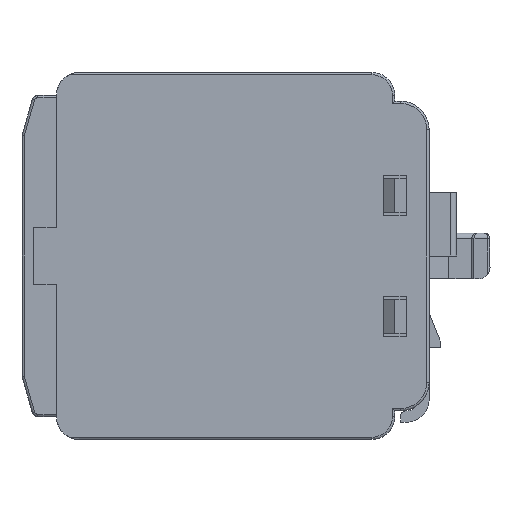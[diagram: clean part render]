
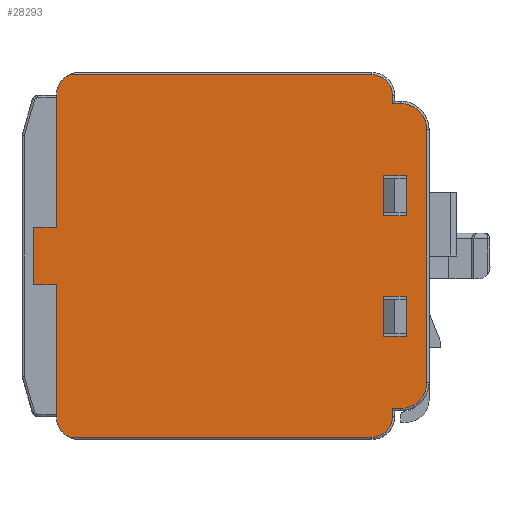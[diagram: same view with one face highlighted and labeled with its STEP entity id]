
A CAD part, left-side view. The second image highlights one B-rep face of the part: STEP entity #28293.
In plain terms, the highlighted planar face has unit normal (-1, 0, 0).
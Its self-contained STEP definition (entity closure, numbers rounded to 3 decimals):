
#551=CIRCLE('',#29858,1.8);
#552=CIRCLE('',#29859,2.);
#553=CIRCLE('',#29860,2.);
#554=CIRCLE('',#29861,1.8);
#555=CIRCLE('',#29862,2.3);
#556=CIRCLE('',#29863,2.3);
#1337=FACE_BOUND('',#2996,.T.);
#1338=FACE_BOUND('',#2997,.T.);
#1434=FACE_OUTER_BOUND('',#2995,.T.);
#2995=EDGE_LOOP('',(#18639,#18640,#18641,#18642,#18643,#18644,#18645,#18646,
#18647,#18648,#18649,#18650,#18651,#18652,#18653,#18654,#18655,#18656));
#2996=EDGE_LOOP('',(#18657,#18658,#18659,#18660));
#2997=EDGE_LOOP('',(#18661,#18662,#18663,#18664));
#4646=LINE('',#40403,#8103);
#4683=LINE('',#40476,#8140);
#4684=LINE('',#40480,#8141);
#4685=LINE('',#40482,#8142);
#4686=LINE('',#40486,#8143);
#4687=LINE('',#40490,#8144);
#4688=LINE('',#40491,#8145);
#4689=LINE('',#40493,#8146);
#4690=LINE('',#40497,#8147);
#4691=LINE('',#40501,#8148);
#4692=LINE('',#40503,#8149);
#4693=LINE('',#40507,#8150);
#4694=LINE('',#40511,#8151);
#4695=LINE('',#40513,#8152);
#4696=LINE('',#40515,#8153);
#4697=LINE('',#40516,#8154);
#4698=LINE('',#40519,#8155);
#4699=LINE('',#40521,#8156);
#4700=LINE('',#40523,#8157);
#4701=LINE('',#40524,#8158);
#8103=VECTOR('',#32223,5.);
#8140=VECTOR('',#32262,2.);
#8141=VECTOR('',#32265,0.7);
#8142=VECTOR('',#32266,0.7);
#8143=VECTOR('',#32269,26.372);
#8144=VECTOR('',#32272,11.5);
#8145=VECTOR('',#32273,2.);
#8146=VECTOR('',#32274,11.5);
#8147=VECTOR('',#32277,26.372);
#8148=VECTOR('',#32280,0.7);
#8149=VECTOR('',#32281,0.7);
#8150=VECTOR('',#32284,22.);
#8151=VECTOR('',#32287,2.);
#8152=VECTOR('',#32288,3.5);
#8153=VECTOR('',#32289,2.);
#8154=VECTOR('',#32290,3.5);
#8155=VECTOR('',#32291,3.5);
#8156=VECTOR('',#32292,2.);
#8157=VECTOR('',#32293,3.5);
#8158=VECTOR('',#32294,2.);
#11560=VERTEX_POINT('',#40400);
#11561=VERTEX_POINT('',#40402);
#11596=VERTEX_POINT('',#40474);
#11597=VERTEX_POINT('',#40478);
#11598=VERTEX_POINT('',#40479);
#11599=VERTEX_POINT('',#40481);
#11600=VERTEX_POINT('',#40483);
#11601=VERTEX_POINT('',#40485);
#11602=VERTEX_POINT('',#40487);
#11603=VERTEX_POINT('',#40489);
#11604=VERTEX_POINT('',#40492);
#11605=VERTEX_POINT('',#40494);
#11606=VERTEX_POINT('',#40496);
#11607=VERTEX_POINT('',#40498);
#11608=VERTEX_POINT('',#40500);
#11609=VERTEX_POINT('',#40502);
#11610=VERTEX_POINT('',#40504);
#11611=VERTEX_POINT('',#40506);
#11612=VERTEX_POINT('',#40509);
#11613=VERTEX_POINT('',#40510);
#11614=VERTEX_POINT('',#40512);
#11615=VERTEX_POINT('',#40514);
#11616=VERTEX_POINT('',#40517);
#11617=VERTEX_POINT('',#40518);
#11618=VERTEX_POINT('',#40520);
#11619=VERTEX_POINT('',#40522);
#14309=EDGE_CURVE('',#11560,#11561,#4646,.T.);
#14346=EDGE_CURVE('',#11560,#11596,#4683,.T.);
#14347=EDGE_CURVE('',#11597,#11598,#4684,.T.);
#14348=EDGE_CURVE('',#11598,#11599,#4685,.T.);
#14349=EDGE_CURVE('',#11600,#11599,#551,.T.);
#14350=EDGE_CURVE('',#11601,#11600,#4686,.T.);
#14351=EDGE_CURVE('',#11601,#11602,#552,.T.);
#14352=EDGE_CURVE('',#11603,#11602,#4687,.T.);
#14353=EDGE_CURVE('',#11561,#11603,#4688,.T.);
#14354=EDGE_CURVE('',#11604,#11596,#4689,.T.);
#14355=EDGE_CURVE('',#11604,#11605,#553,.T.);
#14356=EDGE_CURVE('',#11606,#11605,#4690,.T.);
#14357=EDGE_CURVE('',#11607,#11606,#554,.T.);
#14358=EDGE_CURVE('',#11607,#11608,#4691,.T.);
#14359=EDGE_CURVE('',#11608,#11609,#4692,.T.);
#14360=EDGE_CURVE('',#11609,#11610,#555,.T.);
#14361=EDGE_CURVE('',#11610,#11611,#4693,.T.);
#14362=EDGE_CURVE('',#11611,#11597,#556,.T.);
#14363=EDGE_CURVE('',#11612,#11613,#4694,.T.);
#14364=EDGE_CURVE('',#11613,#11614,#4695,.T.);
#14365=EDGE_CURVE('',#11614,#11615,#4696,.T.);
#14366=EDGE_CURVE('',#11615,#11612,#4697,.T.);
#14367=EDGE_CURVE('',#11616,#11617,#4698,.T.);
#14368=EDGE_CURVE('',#11617,#11618,#4699,.T.);
#14369=EDGE_CURVE('',#11618,#11619,#4700,.T.);
#14370=EDGE_CURVE('',#11619,#11616,#4701,.T.);
#18639=ORIENTED_EDGE('',*,*,#14347,.T.);
#18640=ORIENTED_EDGE('',*,*,#14348,.T.);
#18641=ORIENTED_EDGE('',*,*,#14349,.F.);
#18642=ORIENTED_EDGE('',*,*,#14350,.F.);
#18643=ORIENTED_EDGE('',*,*,#14351,.T.);
#18644=ORIENTED_EDGE('',*,*,#14352,.F.);
#18645=ORIENTED_EDGE('',*,*,#14353,.F.);
#18646=ORIENTED_EDGE('',*,*,#14309,.F.);
#18647=ORIENTED_EDGE('',*,*,#14346,.T.);
#18648=ORIENTED_EDGE('',*,*,#14354,.F.);
#18649=ORIENTED_EDGE('',*,*,#14355,.T.);
#18650=ORIENTED_EDGE('',*,*,#14356,.F.);
#18651=ORIENTED_EDGE('',*,*,#14357,.F.);
#18652=ORIENTED_EDGE('',*,*,#14358,.T.);
#18653=ORIENTED_EDGE('',*,*,#14359,.T.);
#18654=ORIENTED_EDGE('',*,*,#14360,.T.);
#18655=ORIENTED_EDGE('',*,*,#14361,.T.);
#18656=ORIENTED_EDGE('',*,*,#14362,.T.);
#18657=ORIENTED_EDGE('',*,*,#14363,.T.);
#18658=ORIENTED_EDGE('',*,*,#14364,.T.);
#18659=ORIENTED_EDGE('',*,*,#14365,.T.);
#18660=ORIENTED_EDGE('',*,*,#14366,.T.);
#18661=ORIENTED_EDGE('',*,*,#14367,.T.);
#18662=ORIENTED_EDGE('',*,*,#14368,.T.);
#18663=ORIENTED_EDGE('',*,*,#14369,.T.);
#18664=ORIENTED_EDGE('',*,*,#14370,.T.);
#27183=PLANE('',#29857);
#28293=ADVANCED_FACE('',(#1434,#1337,#1338),#27183,.T.);
#29857=AXIS2_PLACEMENT_3D('',#40477,#32263,#32264);
#29858=AXIS2_PLACEMENT_3D('',#40484,#32267,#32268);
#29859=AXIS2_PLACEMENT_3D('',#40488,#32270,#32271);
#29860=AXIS2_PLACEMENT_3D('',#40495,#32275,#32276);
#29861=AXIS2_PLACEMENT_3D('',#40499,#32278,#32279);
#29862=AXIS2_PLACEMENT_3D('',#40505,#32282,#32283);
#29863=AXIS2_PLACEMENT_3D('',#40508,#32285,#32286);
#32223=DIRECTION('',(0.,0.,1.));
#32262=DIRECTION('',(0.,-1.,0.));
#32263=DIRECTION('center_axis',(-1.,0.,0.));
#32264=DIRECTION('ref_axis',(0.,0.,1.));
#32265=DIRECTION('',(0.,1.,0.));
#32266=DIRECTION('',(0.,0.,1.));
#32267=DIRECTION('center_axis',(1.,0.,0.));
#32268=DIRECTION('ref_axis',(0.,0.,1.));
#32269=DIRECTION('',(0.,-1.,0.));
#32270=DIRECTION('center_axis',(-1.,0.,0.));
#32271=DIRECTION('ref_axis',(0.,0.436,0.9));
#32272=DIRECTION('',(0.,0.,1.));
#32273=DIRECTION('',(0.,-1.,0.));
#32274=DIRECTION('',(0.,0.,1.));
#32275=DIRECTION('center_axis',(-1.,0.,0.));
#32276=DIRECTION('ref_axis',(0.,1.,0.));
#32277=DIRECTION('',(0.,1.,0.));
#32278=DIRECTION('center_axis',(1.,0.,0.));
#32279=DIRECTION('ref_axis',(0.,-1.,0.));
#32280=DIRECTION('',(0.,0.,1.));
#32281=DIRECTION('',(0.,-1.,0.));
#32282=DIRECTION('center_axis',(-1.,0.,0.));
#32283=DIRECTION('ref_axis',(0.,0.,-1.));
#32284=DIRECTION('',(0.,0.,1.));
#32285=DIRECTION('center_axis',(-1.,0.,0.));
#32286=DIRECTION('ref_axis',(0.,-1.,0.));
#32287=DIRECTION('',(0.,-1.,0.));
#32288=DIRECTION('',(0.,0.,-1.));
#32289=DIRECTION('',(0.,1.,0.));
#32290=DIRECTION('',(0.,0.,1.));
#32291=DIRECTION('',(0.,0.,1.));
#32292=DIRECTION('',(0.,-1.,0.));
#32293=DIRECTION('',(0.,0.,-1.));
#32294=DIRECTION('',(0.,1.,0.));
#40400=CARTESIAN_POINT('',(-18.1,34.5,-2.5));
#40402=CARTESIAN_POINT('',(-18.1,34.5,2.5));
#40403=CARTESIAN_POINT('',(-18.1,34.5,-2.5));
#40474=CARTESIAN_POINT('',(-18.1,32.5,-2.5));
#40476=CARTESIAN_POINT('',(-18.1,34.5,-2.5));
#40477=CARTESIAN_POINT('Origin',(-18.1,0.,-16.));
#40478=CARTESIAN_POINT('',(-18.1,2.5,13.3));
#40479=CARTESIAN_POINT('',(-18.1,3.2,13.3));
#40480=CARTESIAN_POINT('',(-18.1,2.5,13.3));
#40481=CARTESIAN_POINT('',(-18.1,3.2,14.));
#40482=CARTESIAN_POINT('',(-18.1,3.2,13.3));
#40483=CARTESIAN_POINT('',(-18.1,5.,15.8));
#40484=CARTESIAN_POINT('Origin',(-18.1,5.,14.));
#40485=CARTESIAN_POINT('',(-18.1,31.372,15.8));
#40486=CARTESIAN_POINT('',(-18.1,31.372,15.8));
#40487=CARTESIAN_POINT('',(-18.1,32.5,14.));
#40488=CARTESIAN_POINT('Origin',(-18.1,30.5,14.));
#40489=CARTESIAN_POINT('',(-18.1,32.5,2.5));
#40490=CARTESIAN_POINT('',(-18.1,32.5,2.5));
#40491=CARTESIAN_POINT('',(-18.1,34.5,2.5));
#40492=CARTESIAN_POINT('',(-18.1,32.5,-14.));
#40493=CARTESIAN_POINT('',(-18.1,32.5,-14.));
#40494=CARTESIAN_POINT('',(-18.1,31.372,-15.8));
#40495=CARTESIAN_POINT('Origin',(-18.1,30.5,-14.));
#40496=CARTESIAN_POINT('',(-18.1,5.,-15.8));
#40497=CARTESIAN_POINT('',(-18.1,5.,-15.8));
#40498=CARTESIAN_POINT('',(-18.1,3.2,-14.));
#40499=CARTESIAN_POINT('Origin',(-18.1,5.,-14.));
#40500=CARTESIAN_POINT('',(-18.1,3.2,-13.3));
#40501=CARTESIAN_POINT('',(-18.1,3.2,-14.));
#40502=CARTESIAN_POINT('',(-18.1,2.5,-13.3));
#40503=CARTESIAN_POINT('',(-18.1,3.2,-13.3));
#40504=CARTESIAN_POINT('',(-18.1,0.2,-11.));
#40505=CARTESIAN_POINT('Origin',(-18.1,2.5,-11.));
#40506=CARTESIAN_POINT('',(-18.1,0.2,11.));
#40507=CARTESIAN_POINT('',(-18.1,0.2,-11.));
#40508=CARTESIAN_POINT('Origin',(-18.1,2.5,11.));
#40509=CARTESIAN_POINT('',(-18.1,4.,7.));
#40510=CARTESIAN_POINT('',(-18.1,2.,7.));
#40511=CARTESIAN_POINT('',(-18.1,4.,7.));
#40512=CARTESIAN_POINT('',(-18.1,2.,3.5));
#40513=CARTESIAN_POINT('',(-18.1,2.,7.));
#40514=CARTESIAN_POINT('',(-18.1,4.,3.5));
#40515=CARTESIAN_POINT('',(-18.1,2.,3.5));
#40516=CARTESIAN_POINT('',(-18.1,4.,3.5));
#40517=CARTESIAN_POINT('',(-18.1,4.,-7.));
#40518=CARTESIAN_POINT('',(-18.1,4.,-3.5));
#40519=CARTESIAN_POINT('',(-18.1,4.,-7.));
#40520=CARTESIAN_POINT('',(-18.1,2.,-3.5));
#40521=CARTESIAN_POINT('',(-18.1,4.,-3.5));
#40522=CARTESIAN_POINT('',(-18.1,2.,-7.));
#40523=CARTESIAN_POINT('',(-18.1,2.,-3.5));
#40524=CARTESIAN_POINT('',(-18.1,2.,-7.));
